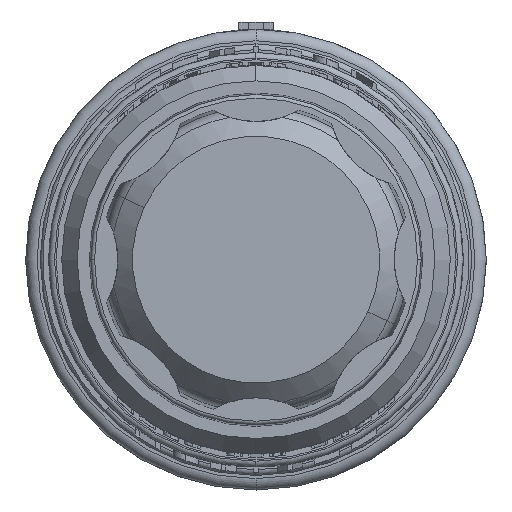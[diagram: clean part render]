
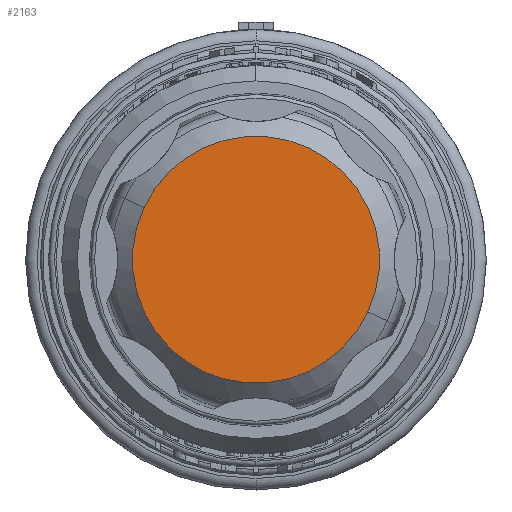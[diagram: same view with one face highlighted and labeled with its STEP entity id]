
A CAD part, left-side view. The second image highlights one B-rep face of the part: STEP entity #2163.
In plain terms, the highlighted planar face has unit normal (-1, 0, 0).
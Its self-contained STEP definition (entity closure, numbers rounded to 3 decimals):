
#2163 = ADVANCED_FACE ( 'NONE', ( #7527 ), #20262, .F. ) ;
#6271 = EDGE_CURVE ( 'NONE', #38980, #23020, #25043, .T. ) ;
#7527 = FACE_OUTER_BOUND ( 'NONE', #12341, .T. ) ;
#9369 = ORIENTED_EDGE ( 'NONE', *, *, #24707, .T. ) ;
#10656 = AXIS2_PLACEMENT_3D ( 'NONE', #17118, #29870, #26716 ) ;
#11072 = AXIS2_PLACEMENT_3D ( 'NONE', #21529, #34301, #25279 ) ;
#12341 = EDGE_LOOP ( 'NONE', ( #36657, #9369 ) ) ;
#15855 = CIRCLE ( 'NONE', #29907, 17.027 ) ;
#17118 = CARTESIAN_POINT ( 'NONE',  ( -85.043, -15.766, -6.531 ) ) ;
#18907 = CARTESIAN_POINT ( 'NONE',  ( -85.043, 0., 0. ) ) ;
#20262 = PLANE ( 'NONE',  #10656 ) ;
#21529 = CARTESIAN_POINT ( 'NONE',  ( -85.043, 0., 0. ) ) ;
#23020 = VERTEX_POINT ( 'NONE', #28696 ) ;
#24707 = EDGE_CURVE ( 'NONE', #23020, #38980, #15855, .T. ) ;
#25043 = CIRCLE ( 'NONE', #11072, 17.027 ) ;
#25279 = DIRECTION ( 'NONE',  ( 0., 1., 0. ) ) ;
#26716 = DIRECTION ( 'NONE',  ( 0., -1., 0. ) ) ;
#28511 = DIRECTION ( 'NONE',  ( 0., 1., 0. ) ) ;
#28696 = CARTESIAN_POINT ( 'NONE',  ( -85.043, -15.431, -7.196 ) ) ;
#29870 = DIRECTION ( 'NONE',  ( 1., 0., 0. ) ) ;
#29907 = AXIS2_PLACEMENT_3D ( 'NONE', #18907, #35257, #28511 ) ;
#31443 = CARTESIAN_POINT ( 'NONE',  ( -85.043, 15.431, 7.196 ) ) ;
#34301 = DIRECTION ( 'NONE',  ( -1., 0., 0. ) ) ;
#35257 = DIRECTION ( 'NONE',  ( -1., 0., 0. ) ) ;
#36657 = ORIENTED_EDGE ( 'NONE', *, *, #6271, .T. ) ;
#38980 = VERTEX_POINT ( 'NONE', #31443 ) ;
